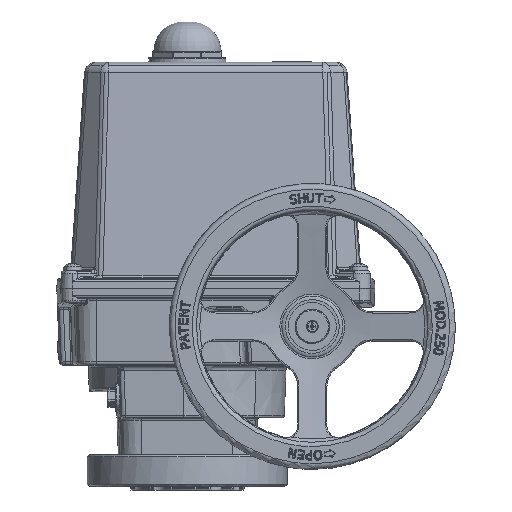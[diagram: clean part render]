
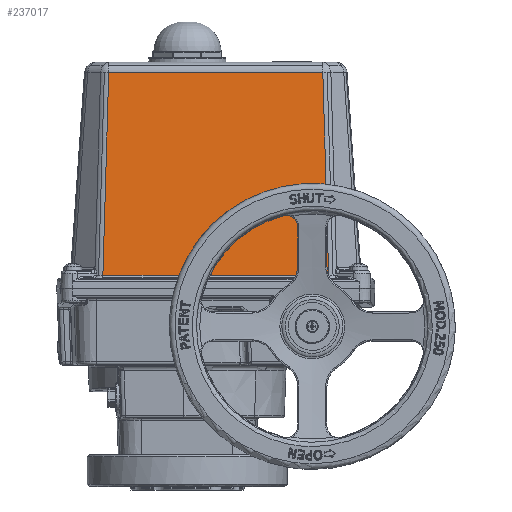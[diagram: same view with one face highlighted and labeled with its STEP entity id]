
A CAD part, left-side view. The second image highlights one B-rep face of the part: STEP entity #237017.
In plain terms, the highlighted planar face has unit normal (-0.998, 0, 0.07).
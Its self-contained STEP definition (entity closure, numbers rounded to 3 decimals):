
#223481=CARTESIAN_POINT('',(-100.676,73.717,184.791));
#223482=VERTEX_POINT('',#223481);
#224560=CARTESIAN_POINT('',(-100.676,-123.717,184.791));
#224561=VERTEX_POINT('',#224560);
#234247=CARTESIAN_POINT('',(-100.676,-123.717,184.791));
#234248=DIRECTION('',(-0.,1.,0.));
#234249=VECTOR('',#234248,197.435);
#234250=LINE('',#234247,#234249);
#234251=EDGE_CURVE('',#224561,#223482,#234250,.T.);
#234794=CARTESIAN_POINT('',(-88.305,68.593,361.698));
#234795=VERTEX_POINT('',#234794);
#234796=CARTESIAN_POINT('',(-100.676,73.717,184.791));
#234797=DIRECTION('',(0.07,-0.029,0.997));
#234798=VECTOR('',#234797,177.413);
#234799=LINE('',#234796,#234798);
#234800=EDGE_CURVE('',#223482,#234795,#234799,.T.);
#235454=CARTESIAN_POINT('',(-88.305,-118.593,361.698));
#235455=VERTEX_POINT('',#235454);
#236996=CARTESIAN_POINT('',(-101.5,-128.191,173.));
#236997=DIRECTION('',(-0.998,-0.,0.07));
#236998=DIRECTION('',(0.,-1.,-0.));
#236999=AXIS2_PLACEMENT_3D('',#236996,#236997,#236998);
#237000=PLANE('',#236999);
#237001=ORIENTED_EDGE('',*,*,#234251,.F.);
#237002=CARTESIAN_POINT('',(-88.305,-118.593,361.698));
#237003=DIRECTION('',(-0.07,-0.029,-0.997));
#237004=VECTOR('',#237003,177.413);
#237005=LINE('',#237002,#237004);
#237006=EDGE_CURVE('',#235455,#224561,#237005,.T.);
#237007=ORIENTED_EDGE('',*,*,#237006,.F.);
#237008=CARTESIAN_POINT('',(-88.305,68.593,361.698));
#237009=DIRECTION('',(0.,-1.,-0.));
#237010=VECTOR('',#237009,187.187);
#237011=LINE('',#237008,#237010);
#237012=EDGE_CURVE('',#234795,#235455,#237011,.T.);
#237013=ORIENTED_EDGE('',*,*,#237012,.F.);
#237014=ORIENTED_EDGE('',*,*,#234800,.F.);
#237015=EDGE_LOOP('',(#237001,#237007,#237013,#237014));
#237016=FACE_BOUND('',#237015,.T.);
#237017=ADVANCED_FACE('',(#237016),#237000,.T.);
